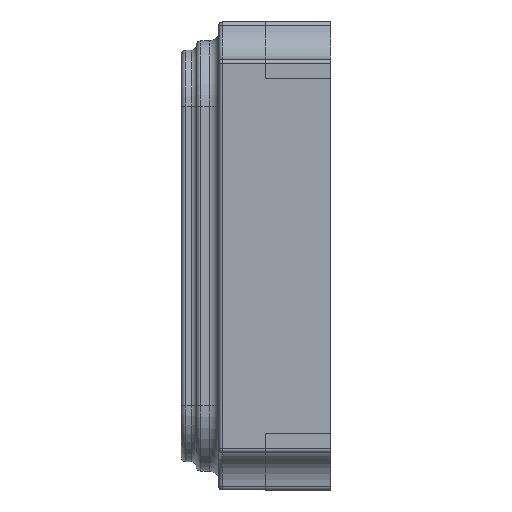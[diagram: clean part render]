
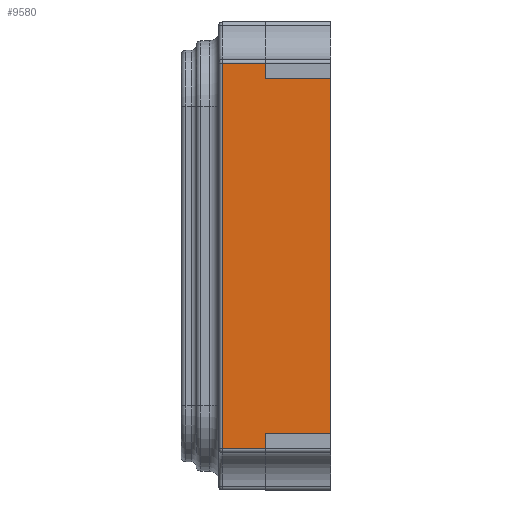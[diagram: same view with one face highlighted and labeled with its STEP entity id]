
A CAD part, left-side view. The second image highlights one B-rep face of the part: STEP entity #9580.
In plain terms, the highlighted planar face has unit normal (-1, 0, 0).
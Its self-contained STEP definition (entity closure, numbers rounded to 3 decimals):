
#78 = ORIENTED_EDGE ( 'NONE', *, *, #3311, .T. ) ;
#137 = DIRECTION ( 'NONE',  ( 0., 1., 0. ) ) ;
#239 = EDGE_CURVE ( 'NONE', #5840, #771, #8109, .T. ) ;
#303 = EDGE_CURVE ( 'NONE', #4331, #9072, #4463, .T. ) ;
#307 = VECTOR ( 'NONE', #137, 1000. ) ;
#642 = EDGE_CURVE ( 'NONE', #771, #3085, #6678, .T. ) ;
#771 = VERTEX_POINT ( 'NONE', #8486 ) ;
#888 = VECTOR ( 'NONE', #9073, 1000. ) ;
#930 = AXIS2_PLACEMENT_3D ( 'NONE', #9480, #6831, #10140 ) ;
#939 = DIRECTION ( 'NONE',  ( 0., 1., 0. ) ) ;
#940 = DIRECTION ( 'NONE',  ( 0., 0., -1. ) ) ;
#1029 = EDGE_CURVE ( 'NONE', #5993, #3085, #3416, .T. ) ;
#1046 = EDGE_CURVE ( 'NONE', #9072, #8514, #9175, .T. ) ;
#1206 = EDGE_CURVE ( 'NONE', #1920, #5993, #2754, .T. ) ;
#1254 = CARTESIAN_POINT ( 'NONE',  ( -1.6, 0., -0.95 ) ) ;
#1494 = CARTESIAN_POINT ( 'NONE',  ( -1.6, 0.35, 1.031 ) ) ;
#1753 = VECTOR ( 'NONE', #3221, 1000. ) ;
#1920 = VERTEX_POINT ( 'NONE', #1254 ) ;
#2069 = VECTOR ( 'NONE', #7632, 1000. ) ;
#2169 = ORIENTED_EDGE ( 'NONE', *, *, #1029, .F. ) ;
#2660 = VECTOR ( 'NONE', #939, 1000. ) ;
#2754 = LINE ( 'NONE', #9248, #307 ) ;
#2762 = VECTOR ( 'NONE', #7592, 1000. ) ;
#2781 = PLANE ( 'NONE',  #930 ) ;
#2995 = LINE ( 'NONE', #6266, #10587 ) ;
#3085 = VERTEX_POINT ( 'NONE', #7034 ) ;
#3221 = DIRECTION ( 'NONE',  ( 0., 0., -1. ) ) ;
#3268 = ORIENTED_EDGE ( 'NONE', *, *, #1206, .F. ) ;
#3311 = EDGE_CURVE ( 'NONE', #4331, #5840, #5020, .T. ) ;
#3416 = LINE ( 'NONE', #4883, #5340 ) ;
#3649 = CARTESIAN_POINT ( 'NONE',  ( -1.6, 0.35, -1.25 ) ) ;
#4309 = CARTESIAN_POINT ( 'NONE',  ( -1.6, 0.5, -1.031 ) ) ;
#4331 = VERTEX_POINT ( 'NONE', #1494 ) ;
#4463 = LINE ( 'NONE', #3649, #2069 ) ;
#4883 = CARTESIAN_POINT ( 'NONE',  ( -1.6, 0.35, -1.25 ) ) ;
#5020 = LINE ( 'NONE', #8131, #2660 ) ;
#5340 = VECTOR ( 'NONE', #6711, 1000. ) ;
#5734 = CARTESIAN_POINT ( 'NONE',  ( -1.6, 0.5, 0.95 ) ) ;
#5840 = VERTEX_POINT ( 'NONE', #7246 ) ;
#5962 = EDGE_CURVE ( 'NONE', #8514, #1920, #2995, .T. ) ;
#5993 = VERTEX_POINT ( 'NONE', #7407 ) ;
#6266 = CARTESIAN_POINT ( 'NONE',  ( -1.6, 0., -1.25 ) ) ;
#6555 = ORIENTED_EDGE ( 'NONE', *, *, #303, .F. ) ;
#6678 = LINE ( 'NONE', #4309, #2762 ) ;
#6711 = DIRECTION ( 'NONE',  ( 0., 0., -1. ) ) ;
#6811 = CARTESIAN_POINT ( 'NONE',  ( -1.6, 0., 0.95 ) ) ;
#6831 = DIRECTION ( 'NONE',  ( 1., 0., 0. ) ) ;
#7014 = EDGE_LOOP ( 'NONE', ( #6555, #78, #10290, #7337, #2169, #3268, #7105, #7771 ) ) ;
#7034 = CARTESIAN_POINT ( 'NONE',  ( -1.6, 0.35, -1.031 ) ) ;
#7105 = ORIENTED_EDGE ( 'NONE', *, *, #5962, .F. ) ;
#7246 = CARTESIAN_POINT ( 'NONE',  ( -1.6, 0.58, 1.031 ) ) ;
#7337 = ORIENTED_EDGE ( 'NONE', *, *, #642, .T. ) ;
#7407 = CARTESIAN_POINT ( 'NONE',  ( -1.6, 0.35, -0.95 ) ) ;
#7592 = DIRECTION ( 'NONE',  ( 0., -1., 0. ) ) ;
#7632 = DIRECTION ( 'NONE',  ( 0., 0., -1. ) ) ;
#7771 = ORIENTED_EDGE ( 'NONE', *, *, #1046, .F. ) ;
#8109 = LINE ( 'NONE', #10579, #1753 ) ;
#8131 = CARTESIAN_POINT ( 'NONE',  ( -1.6, 0.5, 1.031 ) ) ;
#8469 = FACE_OUTER_BOUND ( 'NONE', #7014, .T. ) ;
#8486 = CARTESIAN_POINT ( 'NONE',  ( -1.6, 0.58, -1.031 ) ) ;
#8514 = VERTEX_POINT ( 'NONE', #6811 ) ;
#9072 = VERTEX_POINT ( 'NONE', #9080 ) ;
#9073 = DIRECTION ( 'NONE',  ( 0., -1., 0. ) ) ;
#9080 = CARTESIAN_POINT ( 'NONE',  ( -1.6, 0.35, 0.95 ) ) ;
#9175 = LINE ( 'NONE', #5734, #888 ) ;
#9248 = CARTESIAN_POINT ( 'NONE',  ( -1.6, 0.5, -0.95 ) ) ;
#9480 = CARTESIAN_POINT ( 'NONE',  ( -1.6, 0.5, -1.25 ) ) ;
#9580 = ADVANCED_FACE ( 'NONE', ( #8469 ), #2781, .F. ) ;
#10140 = DIRECTION ( 'NONE',  ( 0., 0., -1. ) ) ;
#10290 = ORIENTED_EDGE ( 'NONE', *, *, #239, .T. ) ;
#10579 = CARTESIAN_POINT ( 'NONE',  ( -1.6, 0.58, -1.05 ) ) ;
#10587 = VECTOR ( 'NONE', #940, 1000. ) ;
